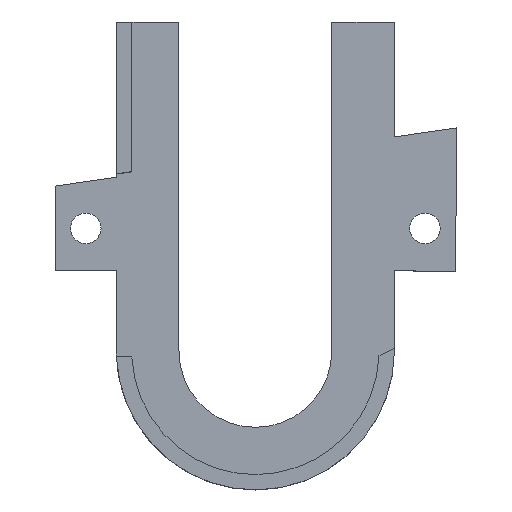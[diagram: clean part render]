
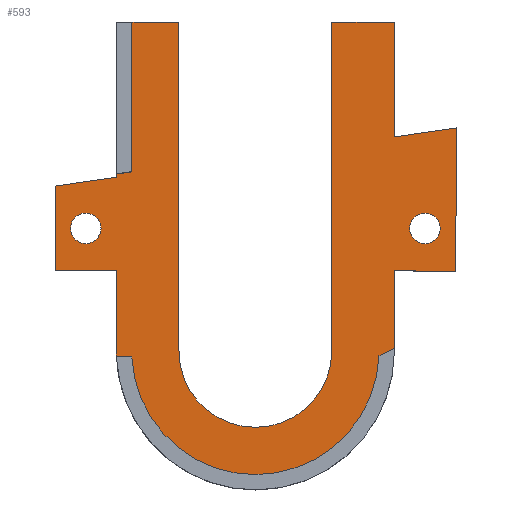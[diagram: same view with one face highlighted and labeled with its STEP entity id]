
A CAD part, top view. The second image highlights one B-rep face of the part: STEP entity #593.
In plain terms, the highlighted planar face has unit normal (0, 0, 1).
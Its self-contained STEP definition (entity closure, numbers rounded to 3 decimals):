
#22=FACE_BOUND('',#101,.T.);
#23=FACE_BOUND('',#102,.T.);
#29=CIRCLE('',#620,1.);
#31=CIRCLE('',#624,1.);
#32=CIRCLE('',#627,8.099);
#35=CIRCLE('',#633,5.);
#36=CIRCLE('',#642,9.1);
#68=FACE_OUTER_BOUND('',#100,.T.);
#100=EDGE_LOOP('',(#517,#518,#519,#520,#521,#522,#523,#524,#525,#526,#527,
#528,#529,#530,#531,#532,#533,#534,#535,#536,#537,#538));
#101=EDGE_LOOP('',(#539));
#102=EDGE_LOOP('',(#540));
#103=LINE('',#812,#172);
#107=LINE('',#820,#176);
#110=LINE('',#826,#179);
#133=LINE('',#890,#202);
#138=LINE('',#904,#207);
#144=LINE('',#920,#213);
#146=LINE('',#923,#215);
#149=LINE('',#928,#218);
#150=LINE('',#931,#219);
#152=LINE('',#935,#221);
#154=LINE('',#939,#223);
#156=LINE('',#943,#225);
#160=LINE('',#951,#229);
#161=LINE('',#954,#230);
#163=LINE('',#958,#232);
#165=LINE('',#962,#234);
#167=LINE('',#966,#236);
#169=LINE('',#970,#238);
#171=LINE('',#973,#240);
#172=VECTOR('',#655,10.);
#176=VECTOR('',#661,10.);
#179=VECTOR('',#666,10.);
#202=VECTOR('',#719,10.);
#207=VECTOR('',#732,10.);
#213=VECTOR('',#748,10.);
#215=VECTOR('',#752,10.);
#218=VECTOR('',#757,10.);
#219=VECTOR('',#760,10.);
#221=VECTOR('',#764,10.);
#223=VECTOR('',#768,10.);
#225=VECTOR('',#772,10.);
#229=VECTOR('',#782,10.);
#230=VECTOR('',#785,10.);
#232=VECTOR('',#789,10.);
#234=VECTOR('',#793,10.);
#236=VECTOR('',#797,10.);
#238=VECTOR('',#801,10.);
#240=VECTOR('',#805,10.);
#241=VERTEX_POINT('',#810);
#242=VERTEX_POINT('',#811);
#245=VERTEX_POINT('',#819);
#247=VERTEX_POINT('',#825);
#269=VERTEX_POINT('',#876);
#271=VERTEX_POINT('',#884);
#272=VERTEX_POINT('',#888);
#273=VERTEX_POINT('',#889);
#276=VERTEX_POINT('',#897);
#278=VERTEX_POINT('',#903);
#281=VERTEX_POINT('',#913);
#282=VERTEX_POINT('',#914);
#283=VERTEX_POINT('',#919);
#284=VERTEX_POINT('',#926);
#285=VERTEX_POINT('',#930);
#286=VERTEX_POINT('',#934);
#287=VERTEX_POINT('',#938);
#288=VERTEX_POINT('',#942);
#289=VERTEX_POINT('',#949);
#290=VERTEX_POINT('',#953);
#291=VERTEX_POINT('',#957);
#292=VERTEX_POINT('',#961);
#293=VERTEX_POINT('',#965);
#294=VERTEX_POINT('',#969);
#295=EDGE_CURVE('',#241,#242,#103,.T.);
#299=EDGE_CURVE('',#242,#245,#107,.T.);
#302=EDGE_CURVE('',#245,#247,#110,.T.);
#328=EDGE_CURVE('',#269,#269,#29,.T.);
#332=EDGE_CURVE('',#271,#271,#31,.T.);
#333=EDGE_CURVE('',#272,#273,#133,.T.);
#337=EDGE_CURVE('',#273,#276,#32,.T.);
#340=EDGE_CURVE('',#276,#278,#138,.T.);
#345=EDGE_CURVE('',#281,#282,#35,.T.);
#348=EDGE_CURVE('',#282,#283,#144,.T.);
#350=EDGE_CURVE('',#241,#283,#146,.T.);
#353=EDGE_CURVE('',#247,#284,#149,.T.);
#354=EDGE_CURVE('',#285,#284,#150,.T.);
#356=EDGE_CURVE('',#286,#285,#152,.T.);
#358=EDGE_CURVE('',#287,#286,#154,.T.);
#360=EDGE_CURVE('',#288,#287,#156,.T.);
#362=EDGE_CURVE('',#272,#288,#36,.T.);
#365=EDGE_CURVE('',#278,#289,#160,.T.);
#366=EDGE_CURVE('',#289,#290,#161,.T.);
#368=EDGE_CURVE('',#290,#291,#163,.T.);
#370=EDGE_CURVE('',#291,#292,#165,.T.);
#372=EDGE_CURVE('',#293,#292,#167,.T.);
#374=EDGE_CURVE('',#294,#293,#169,.T.);
#376=EDGE_CURVE('',#281,#294,#171,.T.);
#517=ORIENTED_EDGE('',*,*,#302,.T.);
#518=ORIENTED_EDGE('',*,*,#353,.T.);
#519=ORIENTED_EDGE('',*,*,#354,.F.);
#520=ORIENTED_EDGE('',*,*,#356,.F.);
#521=ORIENTED_EDGE('',*,*,#358,.F.);
#522=ORIENTED_EDGE('',*,*,#360,.F.);
#523=ORIENTED_EDGE('',*,*,#362,.F.);
#524=ORIENTED_EDGE('',*,*,#333,.T.);
#525=ORIENTED_EDGE('',*,*,#337,.T.);
#526=ORIENTED_EDGE('',*,*,#340,.T.);
#527=ORIENTED_EDGE('',*,*,#365,.T.);
#528=ORIENTED_EDGE('',*,*,#366,.T.);
#529=ORIENTED_EDGE('',*,*,#368,.T.);
#530=ORIENTED_EDGE('',*,*,#370,.T.);
#531=ORIENTED_EDGE('',*,*,#372,.F.);
#532=ORIENTED_EDGE('',*,*,#374,.F.);
#533=ORIENTED_EDGE('',*,*,#376,.F.);
#534=ORIENTED_EDGE('',*,*,#345,.T.);
#535=ORIENTED_EDGE('',*,*,#348,.T.);
#536=ORIENTED_EDGE('',*,*,#350,.F.);
#537=ORIENTED_EDGE('',*,*,#295,.T.);
#538=ORIENTED_EDGE('',*,*,#299,.T.);
#539=ORIENTED_EDGE('',*,*,#328,.F.);
#540=ORIENTED_EDGE('',*,*,#332,.F.);
#563=PLANE('',#650);
#593=ADVANCED_FACE('',(#68,#22,#23),#563,.F.);
#620=AXIS2_PLACEMENT_3D('',#878,#705,#706);
#624=AXIS2_PLACEMENT_3D('',#886,#715,#716);
#627=AXIS2_PLACEMENT_3D('',#898,#725,#726);
#633=AXIS2_PLACEMENT_3D('',#915,#742,#743);
#642=AXIS2_PLACEMENT_3D('',#946,#776,#777);
#650=AXIS2_PLACEMENT_3D('',#974,#806,#807);
#655=DIRECTION('',(-0.023,-1.,0.));
#661=DIRECTION('',(0.,-1.,0.));
#666=DIRECTION('',(-0.99,-0.143,0.));
#705=DIRECTION('center_axis',(0.,0.,
1.));
#706=DIRECTION('ref_axis',(0.,-1.,0.));
#715=DIRECTION('center_axis',(0.,0.,
1.));
#716=DIRECTION('ref_axis',(0.,-1.,0.));
#719=DIRECTION('',(1.,0.,0.));
#725=DIRECTION('center_axis',(0.,0.,1.));
#726=DIRECTION('ref_axis',(1.,0.,0.));
#732=DIRECTION('',(0.89,0.455,0.));
#742=DIRECTION('center_axis',(0.,0.,
-1.));
#743=DIRECTION('ref_axis',(0.98,0.197,0.));
#748=DIRECTION('',(0.,1.,0.));
#752=DIRECTION('',(1.,0.,0.));
#757=DIRECTION('',(0.,-1.,0.));
#760=DIRECTION('',(0.99,0.143,0.));
#764=DIRECTION('',(0.,1.,0.));
#768=DIRECTION('',(-1.,0.,0.));
#772=DIRECTION('',(0.,1.,0.));
#776=DIRECTION('center_axis',(0.,0.,
-1.));
#777=DIRECTION('ref_axis',(1.,0.,0.));
#782=DIRECTION('',(0.,1.,0.));
#785=DIRECTION('',(1.,-0.009,0.));
#789=DIRECTION('',(0.009,1.,0.));
#793=DIRECTION('',(-0.99,-0.143,0.));
#797=DIRECTION('',(0.,-1.,0.));
#801=DIRECTION('',(1.,0.,0.));
#805=DIRECTION('',(0.,1.,0.));
#806=DIRECTION('center_axis',(0.,0.,-1.));
#807=DIRECTION('ref_axis',(0.,-1.,0.));
#810=CARTESIAN_POINT('',(55.44,80.815,1.));
#811=CARTESIAN_POINT('',(55.417,79.815,1.));
#812=CARTESIAN_POINT('',(55.252,72.761,1.));
#819=CARTESIAN_POINT('',(55.417,71.021,1.));
#820=CARTESIAN_POINT('',(55.417,68.264,1.));
#825=CARTESIAN_POINT('',(54.417,70.876,1.));
#826=CARTESIAN_POINT('',(58.513,71.469,1.));
#876=CARTESIAN_POINT('',(52.416,68.324,1.));
#878=CARTESIAN_POINT('Origin',(52.416,67.324,1.));
#884=CARTESIAN_POINT('',(74.616,68.324,1.));
#886=CARTESIAN_POINT('Origin',(74.616,67.324,1.));
#888=CARTESIAN_POINT('',(54.425,58.901,1.));
#889=CARTESIAN_POINT('',(55.427,58.901,1.));
#890=CARTESIAN_POINT('',(59.492,58.901,1.));
#897=CARTESIAN_POINT('',(71.608,58.974,1.));
#898=CARTESIAN_POINT('Origin',(63.516,59.301,1.));
#903=CARTESIAN_POINT('',(72.616,59.489,1.));
#904=CARTESIAN_POINT('',(70.245,58.277,1.));
#913=CARTESIAN_POINT('',(68.516,59.301,1.));
#914=CARTESIAN_POINT('',(58.516,59.301,1.));
#915=CARTESIAN_POINT('Origin',(63.516,59.301,1.));
#919=CARTESIAN_POINT('',(58.516,80.815,1.));
#920=CARTESIAN_POINT('',(58.516,59.301,1.));
#923=CARTESIAN_POINT('',(54.417,80.815,1.));
#926=CARTESIAN_POINT('',(54.417,70.674,1.));
#928=CARTESIAN_POINT('',(54.417,80.815,1.));
#930=CARTESIAN_POINT('',(50.416,70.094,1.));
#931=CARTESIAN_POINT('',(50.416,70.094,1.));
#934=CARTESIAN_POINT('',(50.416,64.554,1.));
#935=CARTESIAN_POINT('',(50.416,64.554,1.));
#938=CARTESIAN_POINT('',(54.416,64.554,1.));
#939=CARTESIAN_POINT('',(54.416,64.554,1.));
#942=CARTESIAN_POINT('',(54.416,59.301,1.));
#943=CARTESIAN_POINT('',(54.416,59.301,1.));
#946=CARTESIAN_POINT('Origin',(63.516,59.301,1.));
#949=CARTESIAN_POINT('',(72.616,64.546,1.));
#951=CARTESIAN_POINT('',(72.616,59.301,1.));
#953=CARTESIAN_POINT('',(76.616,64.51,1.));
#954=CARTESIAN_POINT('',(72.616,64.546,1.));
#957=CARTESIAN_POINT('',(76.7,73.901,1.));
#958=CARTESIAN_POINT('',(76.616,64.51,1.));
#961=CARTESIAN_POINT('',(72.616,73.31,1.));
#962=CARTESIAN_POINT('',(76.7,73.901,1.));
#965=CARTESIAN_POINT('',(72.616,80.815,1.));
#966=CARTESIAN_POINT('',(72.616,80.815,1.));
#969=CARTESIAN_POINT('',(68.516,80.815,1.));
#970=CARTESIAN_POINT('',(54.417,80.815,1.));
#973=CARTESIAN_POINT('',(68.516,59.301,1.));
#974=CARTESIAN_POINT('Origin',(63.558,65.508,1.));
